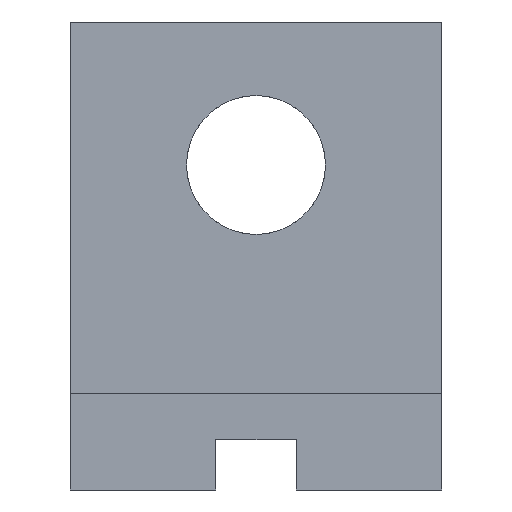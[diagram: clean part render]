
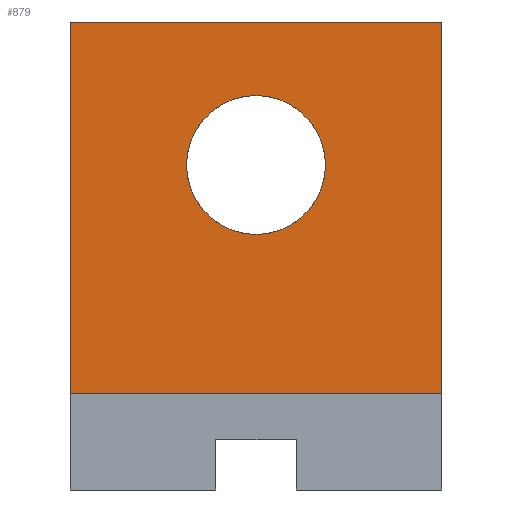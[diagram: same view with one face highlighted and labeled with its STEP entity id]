
A CAD part, front view. The second image highlights one B-rep face of the part: STEP entity #879.
In plain terms, the highlighted planar face has unit normal (0, -1, 0).
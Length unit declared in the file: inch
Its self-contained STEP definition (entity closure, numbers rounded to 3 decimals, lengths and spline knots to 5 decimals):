
#461 = EDGE_CURVE( '', #545, #761, #1164, .T. );
#545 = VERTEX_POINT( '', #1257 );
#561 = EDGE_CURVE( '', #885, #613, #1273, .T. );
#603 = EDGE_CURVE( '', #761, #545, #1316, .T. );
#613 = VERTEX_POINT( '', #1326 );
#691 = VERTEX_POINT( '', #1411 );
#761 = VERTEX_POINT( '', #1488 );
#803 = EDGE_CURVE( '', #691, #613, #1535, .T. );
#859 = EDGE_CURVE( '', #895, #885, #1600, .T. );
#879 = ADVANCED_FACE( '', ( #1622, #1623 ), #1624, .T. );
#885 = VERTEX_POINT( '', #1630 );
#895 = VERTEX_POINT( '', #1640 );
#1015 = EDGE_CURVE( '', #691, #895, #1771, .T. );
#1164 = CIRCLE( '', #1991, 0.374 );
#1257 = CARTESIAN_POINT( '', ( 0., -0.75, -1.144 ) );
#1273 = LINE( '', #2145, #2146 );
#1316 = CIRCLE( '', #2241, 0.374 );
#1326 = CARTESIAN_POINT( '', ( -1., -0.75, -2. ) );
#1411 = CARTESIAN_POINT( '', ( 1., -0.75, -2. ) );
#1488 = CARTESIAN_POINT( '', ( 0., -0.75, -0.396 ) );
#1535 = LINE( '', #2580, #2581 );
#1600 = LINE( '', #2669, #2670 );
#1622 = FACE_BOUND( '', #2696, .T. );
#1623 = FACE_OUTER_BOUND( '', #2697, .T. );
#1624 = PLANE( '', #2698 );
#1630 = CARTESIAN_POINT( '', ( -1., -0.75, 0. ) );
#1640 = CARTESIAN_POINT( '', ( 1., -0.75, 0. ) );
#1771 = LINE( '', #2994, #2995 );
#1991 = AXIS2_PLACEMENT_3D( '', #3156, #3157, #3158 );
#2145 = CARTESIAN_POINT( '', ( -1., -0.75, -1.26 ) );
#2146 = VECTOR( '', #3279, 1. );
#2241 = AXIS2_PLACEMENT_3D( '', #3300, #3301, #3302 );
#2580 = CARTESIAN_POINT( '', ( 1., -0.75, -2. ) );
#2581 = VECTOR( '', #3543, 1. );
#2669 = CARTESIAN_POINT( '', ( 1., -0.75, 0. ) );
#2670 = VECTOR( '', #3632, 1. );
#2696 = EDGE_LOOP( '', ( #3655, #3656 ) );
#2697 = EDGE_LOOP( '', ( #3657, #3658, #3659, #3660 ) );
#2698 = AXIS2_PLACEMENT_3D( '', #3661, #3662, #3663 );
#2994 = CARTESIAN_POINT( '', ( 1., -0.75, -2. ) );
#2995 = VECTOR( '', #3815, 1. );
#3156 = CARTESIAN_POINT( '', ( 0., -0.75, -0.77 ) );
#3157 = DIRECTION( '', ( 0., 1., 0. ) );
#3158 = DIRECTION( '', ( 0., 0., -1. ) );
#3279 = DIRECTION( '', ( 0., 0., -1. ) );
#3300 = CARTESIAN_POINT( '', ( 0., -0.75, -0.77 ) );
#3301 = DIRECTION( '', ( 0., 1., 0. ) );
#3302 = DIRECTION( '', ( 0., 0., -1. ) );
#3543 = DIRECTION( '', ( -1., 0., 0. ) );
#3632 = DIRECTION( '', ( -1., 0., 0. ) );
#3655 = ORIENTED_EDGE( '', *, *, #603, .T. );
#3656 = ORIENTED_EDGE( '', *, *, #461, .T. );
#3657 = ORIENTED_EDGE( '', *, *, #561, .T. );
#3658 = ORIENTED_EDGE( '', *, *, #803, .F. );
#3659 = ORIENTED_EDGE( '', *, *, #1015, .T. );
#3660 = ORIENTED_EDGE( '', *, *, #859, .T. );
#3661 = CARTESIAN_POINT( '', ( 1., -0.75, 0. ) );
#3662 = DIRECTION( '', ( 0., -1., 0. ) );
#3663 = DIRECTION( '', ( 0., 0., 1. ) );
#3815 = DIRECTION( '', ( 0., 0., 1. ) );
